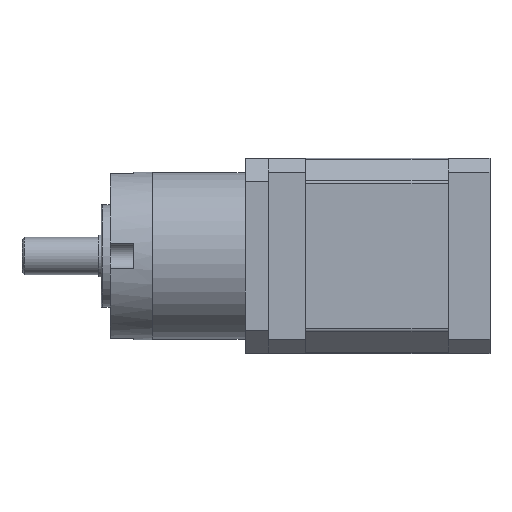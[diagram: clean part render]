
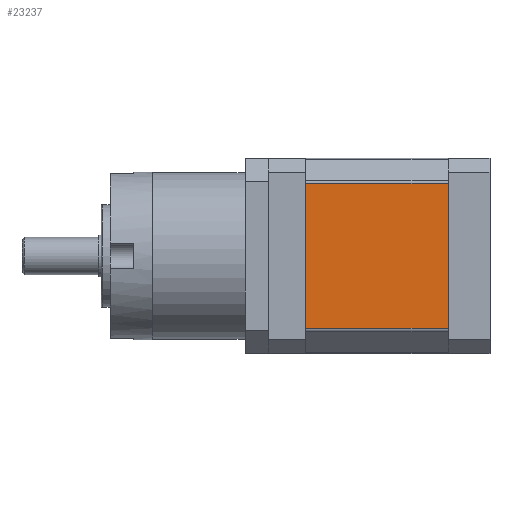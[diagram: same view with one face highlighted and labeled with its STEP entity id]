
A CAD part, top view. The second image highlights one B-rep face of the part: STEP entity #23237.
In plain terms, the highlighted planar face has unit normal (0, 0, 1).
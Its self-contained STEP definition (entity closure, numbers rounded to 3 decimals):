
#266 = DIRECTION ( 'NONE',  ( 0., 0., 1. ) ) ;
#1415 = LINE ( 'NONE', #10888, #20615 ) ;
#1951 = CARTESIAN_POINT ( 'NONE',  ( -9., -21., 21. ) ) ;
#2062 = DIRECTION ( 'NONE',  ( 0., -1., 0. ) ) ;
#3087 = VECTOR ( 'NONE', #2062, 1000. ) ;
#3412 = ORIENTED_EDGE ( 'NONE', *, *, #9180, .F. ) ;
#3645 = ORIENTED_EDGE ( 'NONE', *, *, #8348, .T. ) ;
#4102 = VERTEX_POINT ( 'NONE', #19819 ) ;
#4144 = EDGE_CURVE ( 'NONE', #4102, #12470, #6015, .T. ) ;
#4438 = EDGE_LOOP ( 'NONE', ( #3412, #3645, #16165, #15083 ) ) ;
#4874 = CARTESIAN_POINT ( 'NONE',  ( -9., 15.586, 21. ) ) ;
#5630 = LINE ( 'NONE', #13439, #14099 ) ;
#6015 = LINE ( 'NONE', #11794, #3087 ) ;
#6425 = CARTESIAN_POINT ( 'NONE',  ( -39.7, -15.586, 21. ) ) ;
#6921 = LINE ( 'NONE', #4874, #9111 ) ;
#8348 = EDGE_CURVE ( 'NONE', #12848, #12470, #1415, .T. ) ;
#8853 = DIRECTION ( 'NONE',  ( -1., 0., 0. ) ) ;
#9111 = VECTOR ( 'NONE', #8853, 1000. ) ;
#9180 = EDGE_CURVE ( 'NONE', #12848, #12247, #5630, .T. ) ;
#9227 = DIRECTION ( 'NONE',  ( 1., 0., 0. ) ) ;
#10888 = CARTESIAN_POINT ( 'NONE',  ( -9., -15.586, 21. ) ) ;
#11794 = CARTESIAN_POINT ( 'NONE',  ( -9., -21., 21. ) ) ;
#12247 = VERTEX_POINT ( 'NONE', #12344 ) ;
#12344 = CARTESIAN_POINT ( 'NONE',  ( -39.7, 15.586, 21. ) ) ;
#12470 = VERTEX_POINT ( 'NONE', #17567 ) ;
#12848 = VERTEX_POINT ( 'NONE', #6425 ) ;
#13439 = CARTESIAN_POINT ( 'NONE',  ( -39.7, -21., 21. ) ) ;
#14099 = VECTOR ( 'NONE', #21230, 1000. ) ;
#15083 = ORIENTED_EDGE ( 'NONE', *, *, #16178, .T. ) ;
#16165 = ORIENTED_EDGE ( 'NONE', *, *, #4144, .F. ) ;
#16178 = EDGE_CURVE ( 'NONE', #4102, #12247, #6921, .T. ) ;
#17567 = CARTESIAN_POINT ( 'NONE',  ( -9., -15.586, 21. ) ) ;
#19481 = AXIS2_PLACEMENT_3D ( 'NONE', #1951, #266, #23906 ) ;
#19819 = CARTESIAN_POINT ( 'NONE',  ( -9., 15.586, 21. ) ) ;
#20615 = VECTOR ( 'NONE', #9227, 1000. ) ;
#21130 = PLANE ( 'NONE',  #19481 ) ;
#21230 = DIRECTION ( 'NONE',  ( 0., 1., 0. ) ) ;
#23038 = FACE_OUTER_BOUND ( 'NONE', #4438, .T. ) ;
#23237 = ADVANCED_FACE ( 'NONE', ( #23038 ), #21130, .T. ) ;
#23906 = DIRECTION ( 'NONE',  ( 1., 0., 0. ) ) ;
